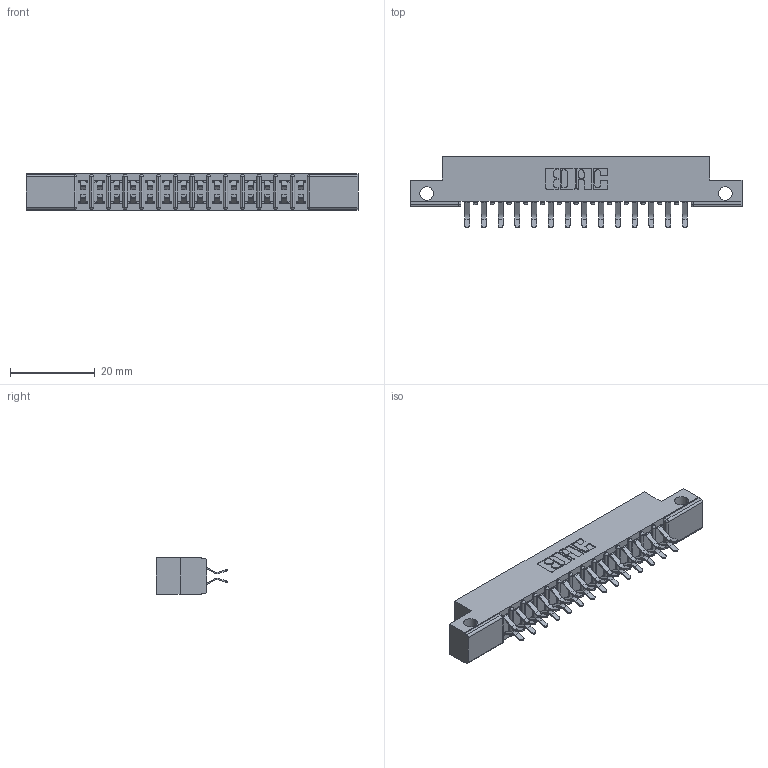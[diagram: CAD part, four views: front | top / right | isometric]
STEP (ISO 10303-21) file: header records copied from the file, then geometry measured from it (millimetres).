
FILE_DESCRIPTION (( 'STEP AP203' ), '1' );
FILE_NAME ('357-028-556-212.STEP', '2019-09-17T23:54:56', ( '' ), ( '' ), 'SwSTEP 2.0', 'SolidWorks 2016', '' );
FILE_SCHEMA (( 'CONFIG_CONTROL_DESIGN' ));
Length unit declared in the file: inch
Products named in the file (3): 307 Part_.128 Dia Side Mounting Holes; 357-028-556-212; 307-290-001_556
Assembly tree (29 placements, depth 2):
  357-028-556-212
    307 Part_.128 Dia Side Mounting Holes
    307-290-001_556  x28
Bounding box: 78.49 x 16.97 x 8.71 mm (x, y, z)
Volume: 5053.7 mm3; surface area: 8342.7 mm2
Topology: 29 solids, 29 shells, 1533 faces, 4299 edges, 2786 vertices
Faces by surface type: plane 994, cylinder 509, sphere 30
Entity records: 16008 total; most frequent: CARTESIAN_POINT 2626, ORIENTED_EDGE 2598, DIRECTION 2585, EDGE_CURVE 1299, LINE 983, VECTOR 983, VERTEX_POINT 842, AXIS2_PLACEMENT_3D 801
